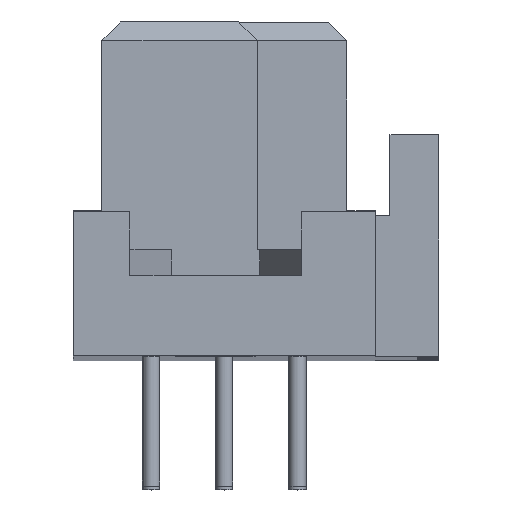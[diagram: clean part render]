
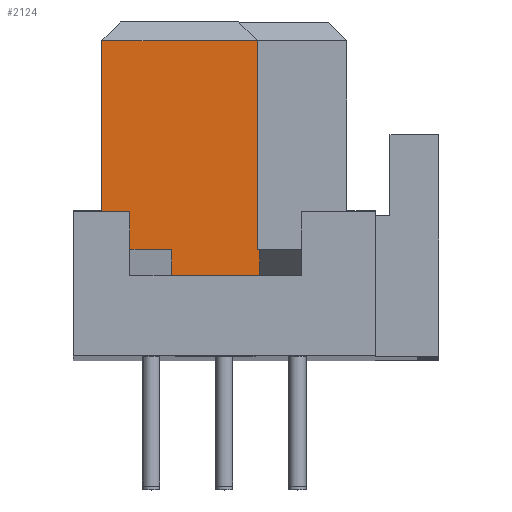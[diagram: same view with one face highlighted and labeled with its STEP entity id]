
A CAD part, top view. The second image highlights one B-rep face of the part: STEP entity #2124.
In plain terms, the highlighted free-form (B-spline) face has degree [1, 1] with [2, 2] control points.
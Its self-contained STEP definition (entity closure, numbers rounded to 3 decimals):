
#2018=CARTESIAN_POINT('V85',(12.313,-22.792,
   99.95));
#2019=VERTEX_POINT('V85',#2018);
#2020=CARTESIAN_POINT('V71',(12.313,-15.542,
   99.95));
#2021=VERTEX_POINT('V71',#2020);
#2022=CARTESIAN_POINT('E125',(12.313,-22.792,
   99.95));
#2023=CARTESIAN_POINT('E125',(12.313,-15.542,
   99.95));
#2024=B_SPLINE_CURVE_WITH_KNOTS('E125',1,(#2022,#2023),
   .POLYLINE_FORM.,.F.,.U.,(2,2),(0.0,6.905),
   .UNSPECIFIED.);
#2025=EDGE_CURVE('E125',#2019,#2021,#2024,.T.);
#2046=CARTESIAN_POINT('V22',(12.395,-23.692,
   99.95));
#2047=VERTEX_POINT('V22',#2046);
#2048=CARTESIAN_POINT('V84',(12.395,-22.792,
   99.95));
#2049=VERTEX_POINT('V84',#2048);
#2050=CARTESIAN_POINT('E141',(12.395,-23.692,
   99.95));
#2051=CARTESIAN_POINT('E141',(12.395,-22.792,
   99.95));
#2052=B_SPLINE_CURVE_WITH_KNOTS('E141',1,(#2050,#2051),
   .POLYLINE_FORM.,.F.,.U.,(2,2),(0.0,0.312),
   .UNSPECIFIED.);
#2053=EDGE_CURVE('E141',#2047,#2049,#2052,.T.);
#2077=CARTESIAN_POINT('F60',(5.813,-14.792,
   99.95));
#2078=CARTESIAN_POINT('F60',(5.813,-23.792,
   99.95));
#2079=CARTESIAN_POINT('F60',(26.013,-14.792,
   99.95));
#2080=CARTESIAN_POINT('F60',(26.013,-23.792,
   99.95));
#2081=B_SPLINE_SURFACE_WITH_KNOTS('F60',1,1,((#2077,#2079),(#2078,
   #2080)),.PLANE_SURF.,.F.,.F.,.U.,(2,2),(2,2),(0.0,1.0),(0.0,
   2.244),.UNSPECIFIED.);
#2082=CARTESIAN_POINT('V89',(9.332,-22.792,
   99.95));
#2083=VERTEX_POINT('V89',#2082);
#2084=CARTESIAN_POINT('V20',(9.332,-23.692,
   99.95));
#2085=VERTEX_POINT('V20',#2084);
#2086=CARTESIAN_POINT('E145',(9.332,-22.792,
   99.95));
#2087=CARTESIAN_POINT('E145',(9.332,-23.692,
   99.95));
#2088=B_SPLINE_CURVE_WITH_KNOTS('E145',1,(#2086,#2087),
   .POLYLINE_FORM.,.F.,.U.,(2,2),(2.737,
   3.048),.UNSPECIFIED.);
#2089=EDGE_CURVE('E145',#2083,#2085,#2088,.T.);
#2090=ORIENTED_EDGE('E145',*,*,#2089,.T.);
#2091=CARTESIAN_POINT('E27',(9.332,-23.692,
   99.95));
#2092=CARTESIAN_POINT('E27',(12.395,-23.692,
   99.95));
#2093=QUASI_UNIFORM_CURVE('E27',1,(#2091,#2092),.POLYLINE_FORM.,.F.,
   .U.);
#2094=EDGE_CURVE('E27',#2085,#2047,#2093,.T.);
#2095=ORIENTED_EDGE('E27',*,*,#2094,.T.);
#2096=ORIENTED_EDGE('E141',*,*,#2053,.T.);
#2097=CARTESIAN_POINT('E111',(12.395,-22.792,
   99.95));
#2098=CARTESIAN_POINT('E111',(12.313,-22.792,
   99.95));
#2099=B_SPLINE_CURVE_WITH_KNOTS('E111',1,(#2097,#2098),
   .POLYLINE_FORM.,.F.,.U.,(2,2),(0.973,1.0),
   .UNSPECIFIED.);
#2100=EDGE_CURVE('E111',#2049,#2019,#2099,.T.);
#2101=ORIENTED_EDGE('E111',*,*,#2100,.T.);
#2102=ORIENTED_EDGE('E125',*,*,#2025,.T.);
#2103=CARTESIAN_POINT('V52',(6.913,-15.542,
   99.95));
#2104=VERTEX_POINT('V52',#2103);
#2105=CARTESIAN_POINT('E132',(6.913,-15.542,
   99.95));
#2106=CARTESIAN_POINT('E132',(12.313,-15.542,
   99.95));
#2107=QUASI_UNIFORM_CURVE('E132',1,(#2105,#2106),.POLYLINE_FORM.,.F.,
   .U.);
#2108=EDGE_CURVE('E132',#2104,#2021,#2107,.T.);
#2109=ORIENTED_EDGE('E132',*,*,#2108,.F.);
#2110=CARTESIAN_POINT('V51',(6.913,-22.792,
   99.95));
#2111=VERTEX_POINT('V51',#2110);
#2112=CARTESIAN_POINT('E59',(6.913,-22.792,
   99.95));
#2113=CARTESIAN_POINT('E59',(6.913,-15.542,
   99.95));
#2114=QUASI_UNIFORM_CURVE('E59',1,(#2112,#2113),.POLYLINE_FORM.,.F.,
   .U.);
#2115=EDGE_CURVE('E59',#2111,#2104,#2114,.T.);
#2116=ORIENTED_EDGE('E59',*,*,#2115,.F.);
#2117=CARTESIAN_POINT('E117',(6.913,-22.792,
   99.95));
#2118=CARTESIAN_POINT('E117',(9.332,-22.792,
   99.95));
#2119=B_SPLINE_CURVE_WITH_KNOTS('E117',1,(#2117,#2118),
   .POLYLINE_FORM.,.F.,.U.,(2,2),(0.138,
   0.472),.UNSPECIFIED.);
#2120=EDGE_CURVE('E117',#2111,#2083,#2119,.T.);
#2121=ORIENTED_EDGE('E117',*,*,#2120,.T.);
#2122=EDGE_LOOP('F60',(#2090,#2095,#2096,#2101,#2102,#2109,#2116,
   #2121));
#2123=FACE_OUTER_BOUND('F60',#2122,.T.);
#2124=ADVANCED_FACE('F60',(#2123),#2081,.T.);
